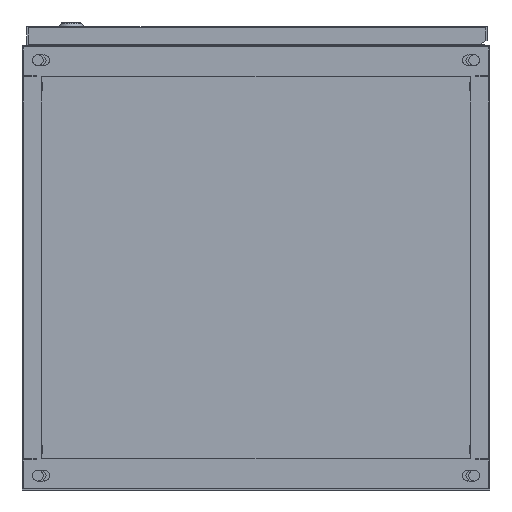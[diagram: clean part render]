
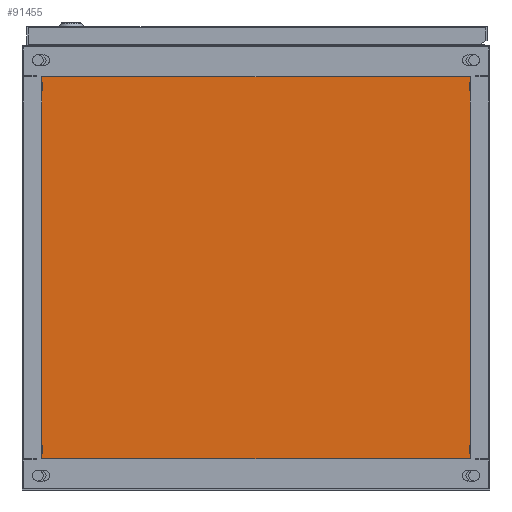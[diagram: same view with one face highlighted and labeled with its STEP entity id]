
A CAD part, front view. The second image highlights one B-rep face of the part: STEP entity #91455.
In plain terms, the highlighted planar face has unit normal (0, -1, 0).
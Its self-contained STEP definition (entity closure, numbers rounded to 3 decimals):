
#1396 = VECTOR ( 'NONE', #6076, 1000. ) ;
#2865 = FACE_OUTER_BOUND ( 'NONE', #67081, .T. ) ;
#5083 = CARTESIAN_POINT ( 'NONE',  ( 275., 1999., -245. ) ) ;
#5569 = PLANE ( 'NONE',  #49221 ) ;
#5671 = EDGE_CURVE ( 'NONE', #104776, #64783, #34330, .T. ) ;
#6076 = DIRECTION ( 'NONE',  ( 0., 0., -1. ) ) ;
#16911 = EDGE_CURVE ( 'NONE', #64783, #39511, #22688, .T. ) ;
#18471 = CARTESIAN_POINT ( 'NONE',  ( -275., 1999., 245. ) ) ;
#20648 = LINE ( 'NONE', #63513, #1396 ) ;
#22688 = LINE ( 'NONE', #43217, #83018 ) ;
#24426 = EDGE_CURVE ( 'NONE', #85183, #104776, #20648, .T. ) ;
#24579 = CARTESIAN_POINT ( 'NONE',  ( -275., 1999., -245. ) ) ;
#30287 = DIRECTION ( 'NONE',  ( 0., 1., 0. ) ) ;
#34330 = LINE ( 'NONE', #24579, #77999 ) ;
#35328 = DIRECTION ( 'NONE',  ( 0., 0., 1. ) ) ;
#39511 = VERTEX_POINT ( 'NONE', #18471 ) ;
#41897 = CARTESIAN_POINT ( 'NONE',  ( 275., 1999., 245. ) ) ;
#43217 = CARTESIAN_POINT ( 'NONE',  ( -275., 1999., -245. ) ) ;
#44816 = ORIENTED_EDGE ( 'NONE', *, *, #24426, .F. ) ;
#49221 = AXIS2_PLACEMENT_3D ( 'NONE', #79480, #30287, #87674 ) ;
#51173 = ORIENTED_EDGE ( 'NONE', *, *, #5671, .F. ) ;
#61606 = EDGE_CURVE ( 'NONE', #39511, #85183, #75953, .T. ) ;
#63513 = CARTESIAN_POINT ( 'NONE',  ( 275., 1999., -245. ) ) ;
#64783 = VERTEX_POINT ( 'NONE', #95984 ) ;
#65519 = DIRECTION ( 'NONE',  ( -1., 0., 0. ) ) ;
#67081 = EDGE_LOOP ( 'NONE', ( #84189, #51173, #44816, #81567 ) ) ;
#75953 = LINE ( 'NONE', #96934, #95110 ) ;
#77999 = VECTOR ( 'NONE', #65519, 1000. ) ;
#79480 = CARTESIAN_POINT ( 'NONE',  ( 0., 1999., 0. ) ) ;
#80870 = DIRECTION ( 'NONE',  ( 1., 0., 0. ) ) ;
#81567 = ORIENTED_EDGE ( 'NONE', *, *, #61606, .F. ) ;
#83018 = VECTOR ( 'NONE', #35328, 1000. ) ;
#84189 = ORIENTED_EDGE ( 'NONE', *, *, #16911, .F. ) ;
#85183 = VERTEX_POINT ( 'NONE', #41897 ) ;
#87674 = DIRECTION ( 'NONE',  ( 0., 0., 1. ) ) ;
#91455 = ADVANCED_FACE ( 'NONE', ( #2865 ), #5569, .F. ) ;
#95110 = VECTOR ( 'NONE', #80870, 1000. ) ;
#95984 = CARTESIAN_POINT ( 'NONE',  ( -275., 1999., -245. ) ) ;
#96934 = CARTESIAN_POINT ( 'NONE',  ( -275., 1999., 245. ) ) ;
#104776 = VERTEX_POINT ( 'NONE', #5083 ) ;
